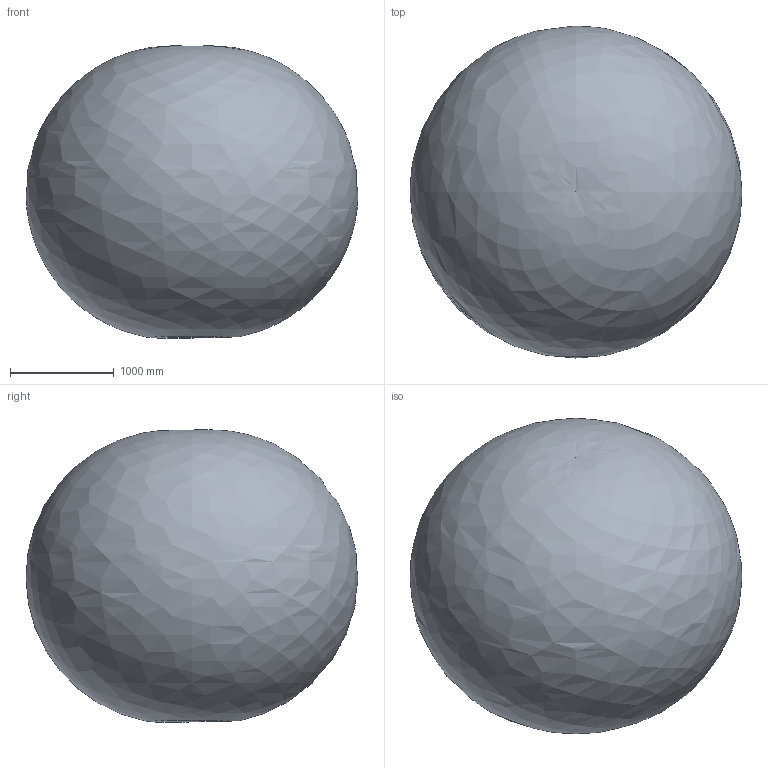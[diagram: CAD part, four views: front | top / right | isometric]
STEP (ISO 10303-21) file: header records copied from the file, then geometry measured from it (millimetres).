
FILE_DESCRIPTION(/* description */ ('Norm.iam Teamplte'),/* implementation_level */ '2;1');
FILE_NAME(/* name */ '3D-model_AT_00012.stp',/* time_stamp */ '2024-02-26T09:31:47+01:00',/* author */ ('josha-tim.penalver'),/* organization */ (''),/* preprocessor_version */ 'ST-DEVELOPER v19.2',/* originating_system */ 'Autodesk Inventor 2023',/* authorisation */ '');
FILE_SCHEMA (('AUTOMOTIVE_DESIGN { 1 0 10303 214 3 1 1 }'));
Products named in the file (8): AT_00012_DUMMY articc.h6-1682-15kg; MT_WST00108730 Dummy Grundgestell; MT_WST00109633 Dummy Grundgestell; MT_WST00108736 Dummy Schwinge; MT_WST00116234; MT_WST00116235; MT_WST00116239; MT_WST00116240 Arbeitsbereich
Assembly tree (7 placements, depth 2):
  AT_00012_DUMMY articc.h6-1682-15kg
    MT_WST00108730 Dummy Grundgestell
    MT_WST00109633 Dummy Grundgestell
    MT_WST00108736 Dummy Schwinge
    MT_WST00116234
    MT_WST00116235
    MT_WST00116239
    MT_WST00116240 Arbeitsbereich
Bounding box: 3195.32 x 3195.5 x 2812.65 mm (x, y, z)
Volume: 15519075381.8 mm3; surface area: 35874480.1 mm2
Topology: 8 solids, 23 shells, 4209 faces, 9959 edges, 5999 vertices
Faces by surface type: plane 1200, bspline 1100, cylinder 1083, torus 404, cone 368, sphere 54
Full cylindrical faces by diameter (mm): 3.242 x19, 3.8 x3, 4 x8, 4.134 x12, 4.5 x1, 4.8 x6, 4.917 x7, 5 x8, 5.5 x4, 5.8 x2, 6 x2, 6.647 x10, 6.8 x2, 7 x45, 7.5 x12, 7.53 x1, 7.6 x8, 8 x37, 8.376 x4, 8.5 x13, 8.8 x2, 9 x3, 9.4 x2, 9.5 x40, 10 x25, 10.106 x4, 11 x8, 11.6 x8, 13 x24, 14 x1
Entity records: 169272 total; most frequent: CARTESIAN_POINT 73216, ORIENTED_EDGE 19480, DIRECTION 18190, EDGE_CURVE 9746, AXIS2_PLACEMENT_3D 7712, VERTEX_POINT 5999, EDGE_LOOP 4720, CIRCLE 4270
